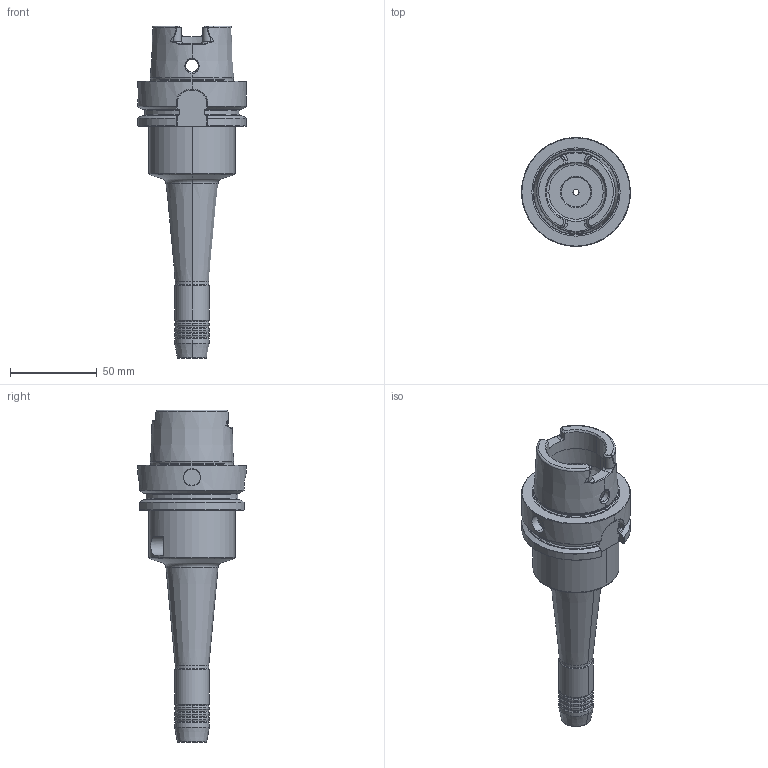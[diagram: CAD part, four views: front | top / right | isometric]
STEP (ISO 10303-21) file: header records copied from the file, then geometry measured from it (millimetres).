
FILE_DESCRIPTION (( 'STEP AP214' ), '1' );
FILE_NAME ('77.A63.010SL x160 K.STEP', '2022-04-22T09:00:22', ( '' ), ( '' ), 'SwSTEP 2.0', 'SolidWorks 2018', '' );
FILE_SCHEMA (( 'AUTOMOTIVE_DESIGN' ));
Length unit declared in the file: millimetre
Products named in the file (1): 77.A63.010SL x160 K
Bounding box: 62.94 x 62.94 x 191.9 mm (x, y, z)
Volume: 177388 mm3; surface area: 35988.5 mm2
Topology: 1 solids, 1 shells, 282 faces, 690 edges, 411 vertices
Faces by surface type: cylinder 72, torus 69, plane 59, cone 45, bspline 37
Entity records: 12239 total; most frequent: CARTESIAN_POINT 5609, ORIENTED_EDGE 1376, DIRECTION 1287, EDGE_CURVE 688, AXIS2_PLACEMENT_3D 548, VERTEX_POINT 411, CIRCLE 302, EDGE_LOOP 291
